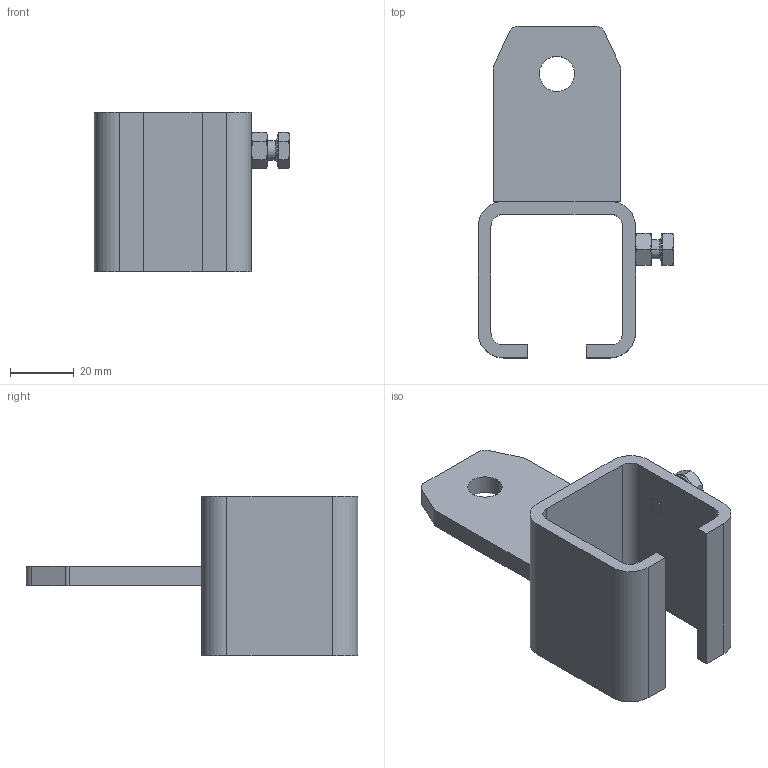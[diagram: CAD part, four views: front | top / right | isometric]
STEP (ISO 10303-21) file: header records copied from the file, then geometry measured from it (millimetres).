
FILE_DESCRIPTION (( 'STEP AP214' ), '1' );
FILE_NAME ('0020641.step', '2023-05-12T07:30:24', ( '' ), ( '' ), 'SwSTEP 2.0', 'SolidWorks 2020', '' );
FILE_SCHEMA (( 'AUTOMOTIVE_DESIGN' ));
Length unit declared in the file: inch
Products named in the file (1): 0020641
Bounding box: 61.3 x 104 x 50 mm (x, y, z)
Volume: 43422.3 mm3; surface area: 22269.9 mm2
Topology: 1 solids, 1 shells, 93 faces, 232 edges, 147 vertices
Faces by surface type: plane 54, cylinder 20, cone 17, torus 2
Entity records: 2929 total; most frequent: CARTESIAN_POINT 681, ORIENTED_EDGE 464, DIRECTION 447, EDGE_CURVE 232, AXIS2_PLACEMENT_3D 153, VERTEX_POINT 147, VECTOR 141, LINE 141
